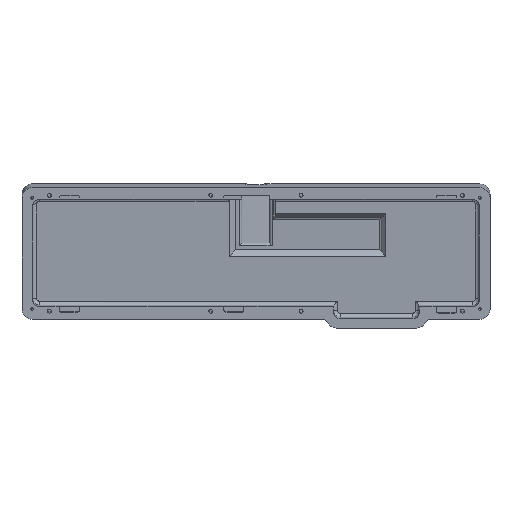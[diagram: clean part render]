
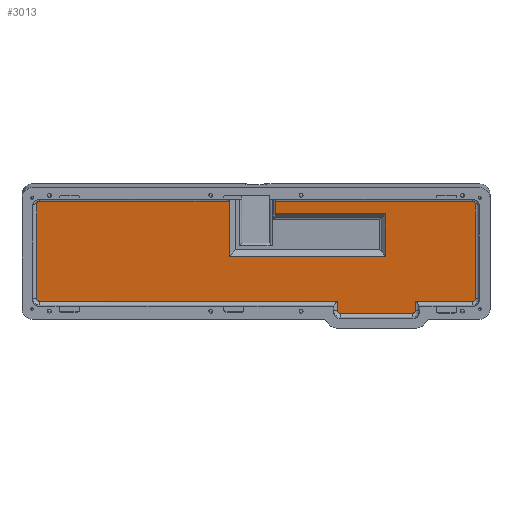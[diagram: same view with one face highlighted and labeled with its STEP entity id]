
A CAD part, top view. The second image highlights one B-rep face of the part: STEP entity #3013.
In plain terms, the highlighted planar face has unit normal (0, -0.122, 0.993).
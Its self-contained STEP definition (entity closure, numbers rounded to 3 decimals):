
#131=PLANE('',#3294);
#329=FACE_OUTER_BOUND('',#522,.T.);
#522=EDGE_LOOP('',(#2703,#2704,#2705,#2706,#2707,#2708,#2709,#2710,#2711,
#2712,#2713,#2714,#2715,#2716,#2717,#2718,#2719,#2720,#2721,#2722));
#564=CIRCLE('',#3097,2.);
#568=CIRCLE('',#3102,2.);
#572=CIRCLE('',#3109,2.);
#576=CIRCLE('',#3114,2.);
#580=CIRCLE('',#3121,2.);
#584=CIRCLE('',#3126,2.);
#692=LINE('',#4288,#965);
#710=LINE('',#4331,#983);
#712=LINE('',#4351,#985);
#714=LINE('',#4370,#987);
#715=LINE('',#4374,#988);
#718=LINE('',#4397,#991);
#720=LINE('',#4422,#993);
#721=LINE('',#4426,#994);
#724=LINE('',#4449,#997);
#726=LINE('',#4475,#999);
#767=LINE('',#4569,#1040);
#769=LINE('',#4573,#1042);
#771=LINE('',#4577,#1044);
#773=LINE('',#4580,#1046);
#965=VECTOR('',#3419,10.);
#983=VECTOR('',#3463,10.);
#985=VECTOR('',#3475,10.);
#987=VECTOR('',#3485,10.);
#988=VECTOR('',#3490,10.);
#991=VECTOR('',#3505,10.);
#993=VECTOR('',#3515,10.);
#994=VECTOR('',#3520,10.);
#997=VECTOR('',#3535,10.);
#999=VECTOR('',#3547,10.);
#1040=VECTOR('',#3630,10.);
#1042=VECTOR('',#3634,10.);
#1044=VECTOR('',#3638,10.);
#1046=VECTOR('',#3642,10.);
#1260=VERTEX_POINT('',#4285);
#1261=VERTEX_POINT('',#4287);
#1273=VERTEX_POINT('',#4329);
#1274=VERTEX_POINT('',#4341);
#1276=VERTEX_POINT('',#4347);
#1278=VERTEX_POINT('',#4361);
#1281=VERTEX_POINT('',#4369);
#1282=VERTEX_POINT('',#4373);
#1284=VERTEX_POINT('',#4387);
#1286=VERTEX_POINT('',#4393);
#1288=VERTEX_POINT('',#4413);
#1291=VERTEX_POINT('',#4421);
#1292=VERTEX_POINT('',#4425);
#1294=VERTEX_POINT('',#4439);
#1296=VERTEX_POINT('',#4445);
#1298=VERTEX_POINT('',#4465);
#1300=VERTEX_POINT('',#4471);
#1333=VERTEX_POINT('',#4568);
#1334=VERTEX_POINT('',#4572);
#1335=VERTEX_POINT('',#4576);
#1545=EDGE_CURVE('',#1261,#1260,#692,.T.);
#1567=EDGE_CURVE('',#1261,#1273,#710,.T.);
#1570=EDGE_CURVE('',#1273,#1274,#564,.T.);
#1573=EDGE_CURVE('',#1274,#1276,#712,.T.);
#1576=EDGE_CURVE('',#1276,#1278,#568,.T.);
#1578=EDGE_CURVE('',#1278,#1281,#714,.T.);
#1580=EDGE_CURVE('',#1281,#1282,#715,.T.);
#1585=EDGE_CURVE('',#1282,#1284,#572,.T.);
#1588=EDGE_CURVE('',#1284,#1286,#718,.T.);
#1591=EDGE_CURVE('',#1286,#1288,#576,.T.);
#1593=EDGE_CURVE('',#1288,#1291,#720,.T.);
#1595=EDGE_CURVE('',#1291,#1292,#721,.T.);
#1600=EDGE_CURVE('',#1292,#1294,#580,.T.);
#1603=EDGE_CURVE('',#1294,#1296,#724,.T.);
#1606=EDGE_CURVE('',#1296,#1298,#584,.T.);
#1609=EDGE_CURVE('',#1298,#1300,#726,.T.);
#1656=EDGE_CURVE('',#1300,#1333,#767,.T.);
#1658=EDGE_CURVE('',#1333,#1334,#769,.T.);
#1660=EDGE_CURVE('',#1334,#1335,#771,.T.);
#1662=EDGE_CURVE('',#1335,#1260,#773,.T.);
#2703=ORIENTED_EDGE('',*,*,#1567,.F.);
#2704=ORIENTED_EDGE('',*,*,#1545,.T.);
#2705=ORIENTED_EDGE('',*,*,#1662,.F.);
#2706=ORIENTED_EDGE('',*,*,#1660,.F.);
#2707=ORIENTED_EDGE('',*,*,#1658,.F.);
#2708=ORIENTED_EDGE('',*,*,#1656,.F.);
#2709=ORIENTED_EDGE('',*,*,#1609,.F.);
#2710=ORIENTED_EDGE('',*,*,#1606,.F.);
#2711=ORIENTED_EDGE('',*,*,#1603,.F.);
#2712=ORIENTED_EDGE('',*,*,#1600,.F.);
#2713=ORIENTED_EDGE('',*,*,#1595,.F.);
#2714=ORIENTED_EDGE('',*,*,#1593,.F.);
#2715=ORIENTED_EDGE('',*,*,#1591,.F.);
#2716=ORIENTED_EDGE('',*,*,#1588,.F.);
#2717=ORIENTED_EDGE('',*,*,#1585,.F.);
#2718=ORIENTED_EDGE('',*,*,#1580,.F.);
#2719=ORIENTED_EDGE('',*,*,#1578,.F.);
#2720=ORIENTED_EDGE('',*,*,#1576,.F.);
#2721=ORIENTED_EDGE('',*,*,#1573,.F.);
#2722=ORIENTED_EDGE('',*,*,#1570,.F.);
#3013=ADVANCED_FACE('',(#329),#131,.F.);
#3097=AXIS2_PLACEMENT_3D('',#4345,#3468,#3469);
#3102=AXIS2_PLACEMENT_3D('',#4365,#3480,#3481);
#3109=AXIS2_PLACEMENT_3D('',#4391,#3498,#3499);
#3114=AXIS2_PLACEMENT_3D('',#4417,#3510,#3511);
#3121=AXIS2_PLACEMENT_3D('',#4443,#3528,#3529);
#3126=AXIS2_PLACEMENT_3D('',#4469,#3540,#3541);
#3294=AXIS2_PLACEMENT_3D('',#5487,#4073,#4074);
#3419=DIRECTION('',(0.,-0.993,-0.122));
#3463=DIRECTION('',(1.,0.,0.));
#3468=DIRECTION('center_axis',(0.,0.122,-0.993));
#3469=DIRECTION('ref_axis',(0.707,0.702,0.086));
#3475=DIRECTION('',(0.,-0.993,-0.122));
#3480=DIRECTION('center_axis',(0.,0.122,-0.993));
#3481=DIRECTION('ref_axis',(0.707,-0.702,-0.086));
#3485=DIRECTION('',(-1.,0.,0.));
#3490=DIRECTION('',(0.,-0.993,-0.122));
#3498=DIRECTION('center_axis',(0.,0.122,-0.993));
#3499=DIRECTION('ref_axis',(0.707,-0.702,-0.086));
#3505=DIRECTION('',(-1.,-0.001,0.));
#3510=DIRECTION('center_axis',(0.,0.122,-0.993));
#3511=DIRECTION('ref_axis',(-0.707,-0.702,-0.086));
#3515=DIRECTION('',(0.,0.993,0.122));
#3520=DIRECTION('',(-1.,0.001,0.));
#3528=DIRECTION('center_axis',(0.,0.122,-0.993));
#3529=DIRECTION('ref_axis',(-0.707,-0.702,-0.086));
#3535=DIRECTION('',(0.,0.993,0.122));
#3540=DIRECTION('center_axis',(0.,0.122,-0.993));
#3541=DIRECTION('ref_axis',(-0.707,0.702,0.086));
#3547=DIRECTION('',(1.,0.,0.));
#3630=DIRECTION('',(0.,-0.993,-0.122));
#3634=DIRECTION('',(1.,0.,0.));
#3638=DIRECTION('',(0.,0.993,0.122));
#3642=DIRECTION('',(-1.,0.,0.));
#4073=DIRECTION('center_axis',(0.,0.122,-0.993));
#4074=DIRECTION('ref_axis',(-1.,0.,0.));
#4285=CARTESIAN_POINT('',(15.54,31.196,11.543));
#4287=CARTESIAN_POINT('',(15.54,40.955,12.742));
#4288=CARTESIAN_POINT('',(15.54,22.058,10.421));
#4329=CARTESIAN_POINT('',(171.019,40.955,12.742));
#4331=CARTESIAN_POINT('',(-84.35,40.955,12.742));
#4341=CARTESIAN_POINT('',(173.019,38.97,12.498));
#4345=CARTESIAN_POINT('Origin',(171.019,38.97,12.498));
#4347=CARTESIAN_POINT('',(173.03,-35.706,3.329));
#4351=CARTESIAN_POINT('',(173.022,19.341,10.088));
#4361=CARTESIAN_POINT('',(171.031,-37.691,3.085));
#4365=CARTESIAN_POINT('Origin',(171.03,-35.706,3.329));
#4369=CARTESIAN_POINT('',(125.811,-37.71,3.083));
#4370=CARTESIAN_POINT('',(86.114,-37.727,3.081));
#4373=CARTESIAN_POINT('',(125.811,-45.107,2.175));
#4374=CARTESIAN_POINT('',(125.811,-19.756,5.287));
#4387=CARTESIAN_POINT('',(123.812,-47.092,1.931));
#4391=CARTESIAN_POINT('Origin',(123.811,-45.107,2.175));
#4393=CARTESIAN_POINT('',(66.412,-47.126,1.927));
#4397=CARTESIAN_POINT('',(62.511,-47.128,1.926));
#4413=CARTESIAN_POINT('',(64.411,-45.141,2.17));
#4417=CARTESIAN_POINT('Origin',(66.411,-45.141,2.17));
#4421=CARTESIAN_POINT('',(64.411,-37.711,3.083));
#4422=CARTESIAN_POINT('',(64.411,-22.231,4.983));
#4425=CARTESIAN_POINT('',(-170.88,-37.593,3.097));
#4426=CARTESIAN_POINT('',(31.787,-37.694,3.085));
#4439=CARTESIAN_POINT('',(-172.879,-35.608,3.341));
#4443=CARTESIAN_POINT('Origin',(-170.879,-35.607,3.341));
#4445=CARTESIAN_POINT('',(-172.881,38.97,12.498));
#4449=CARTESIAN_POINT('',(-172.88,-17.467,5.568));
#4465=CARTESIAN_POINT('',(-170.881,40.955,12.742));
#4469=CARTESIAN_POINT('Origin',(-170.881,38.97,12.498));
#4471=CARTESIAN_POINT('',(-21.077,40.955,12.742));
#4475=CARTESIAN_POINT('',(-84.35,40.955,12.742));
#4568=CARTESIAN_POINT('',(-21.077,-2.459,7.411));
#4569=CARTESIAN_POINT('',(-21.077,0.351,7.756));
#4572=CARTESIAN_POINT('',(102.478,-2.459,7.411));
#4573=CARTESIAN_POINT('',(50.579,-2.459,7.411));
#4576=CARTESIAN_POINT('',(102.478,31.196,11.543));
#4577=CARTESIAN_POINT('',(102.478,14.201,9.457));
#4580=CARTESIAN_POINT('',(8.61,31.196,11.543));
#5487=CARTESIAN_POINT('Origin',(1.681,0.183,7.735));
